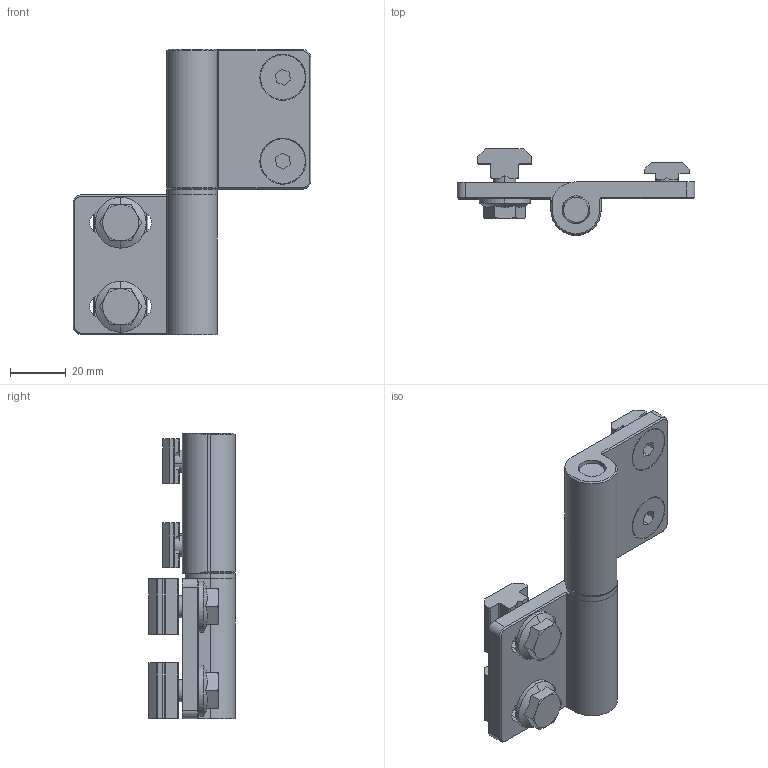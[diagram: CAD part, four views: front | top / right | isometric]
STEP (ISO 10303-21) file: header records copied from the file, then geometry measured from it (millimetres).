
FILE_DESCRIPTION(/* description */ (''),/* implementation_level */ '2;1');
FILE_NAME(/* name */ '81044_KriTec_Scharnier_10_schwer.stp',/* time_stamp */ '2016-05-02T15:23:51+02:00',/* author */ ('kostic'),/* organization */ (''),/* preprocessor_version */ 'ST-DEVELOPER v16.1',/* originating_system */ 'Autodesk Inventor 2016',/* authorisation */ '');
FILE_SCHEMA (('AUTOMOTIVE_DESIGN { 1 0 10303 214 3 1 1 }'));
Length unit declared in the file: millimetre
Products named in the file (10): 81044_KriTec Scharnierhälfte1; 81044_KriTec Scharnierhälfte2; fath_095071_10; 81044_KriTec Distanzscheibe; KriTec Sechskantschraube M8x16; 81044_KriTec Scharnierblozen; 17041_KriTec_Senkkopfschraube_M8x12; 81044_KriTec Nutenstein M8 für Nut 10; 81044_KriTec Nutenstein schwer M8 für Nut 10; 81044_KriTec_Scharnier_10_schwer
Assembly tree (14 placements, depth 2):
  81044_KriTec_Scharnier_10_schwer
    81044_KriTec Scharnierhälfte1
    81044_KriTec Scharnierhälfte2
    fath_095071_10
    81044_KriTec Distanzscheibe
    KriTec Sechskantschraube M8x16  x3
    81044_KriTec Scharnierblozen
    17041_KriTec_Senkkopfschraube_M8x12  x2
    81044_KriTec Nutenstein M8 für Nut 10  x2
    81044_KriTec Nutenstein schwer M8 für Nut 10  x2
Bounding box: 85 x 31 x 102.05 mm (x, y, z)
Volume: 68789.3 mm3; surface area: 35072.1 mm2
Topology: 14 solids, 14 shells, 1924 faces, 4013 edges, 2118 vertices
Faces by surface type: plane 1755, cylinder 123, cone 46
Entity records: 45444 total; most frequent: DIRECTION 8269, CARTESIAN_POINT 7590, ORIENTED_EDGE 7378, EDGE_CURVE 3689, AXIS2_PLACEMENT_3D 2791, LINE 2687, VECTOR 2687, VERTEX_POINT 1908
